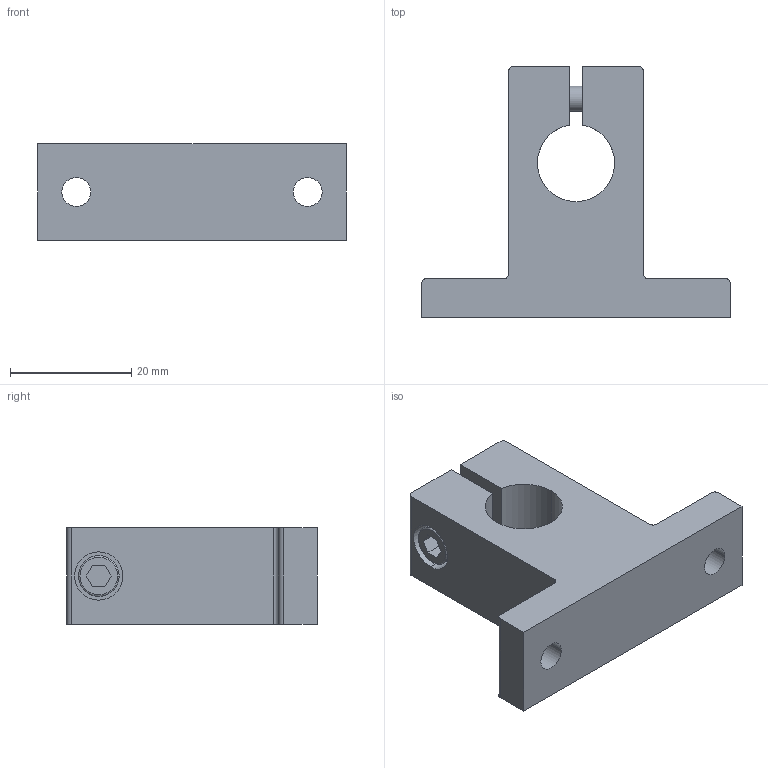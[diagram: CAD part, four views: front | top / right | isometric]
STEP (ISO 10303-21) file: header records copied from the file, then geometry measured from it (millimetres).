
FILE_DESCRIPTION (( 'STEP AP203' ), '1' );
FILE_NAME ('NSB08.STEP', '2023-09-18T10:16:12', ( '' ), ( '' ), 'SwSTEP 2.0', 'SolidWorks 2023', '' );
FILE_SCHEMA (( 'CONFIG_CONTROL_DESIGN' ));
Length unit declared in the file: inch
Products named in the file (1): NSB08
Bounding box: 50.8 x 41.27 x 15.88 mm (x, y, z)
Volume: 14793.5 mm3; surface area: 6442.5 mm2
Topology: 2 solids, 2 shells, 51 faces, 130 edges, 86 vertices
Faces by surface type: plane 24, cylinder 23, torus 2, cone 2
Entity records: 1655 total; most frequent: DIRECTION 288, CARTESIAN_POINT 268, ORIENTED_EDGE 260, EDGE_CURVE 130, AXIS2_PLACEMENT_3D 106, VERTEX_POINT 86, VECTOR 76, LINE 76
